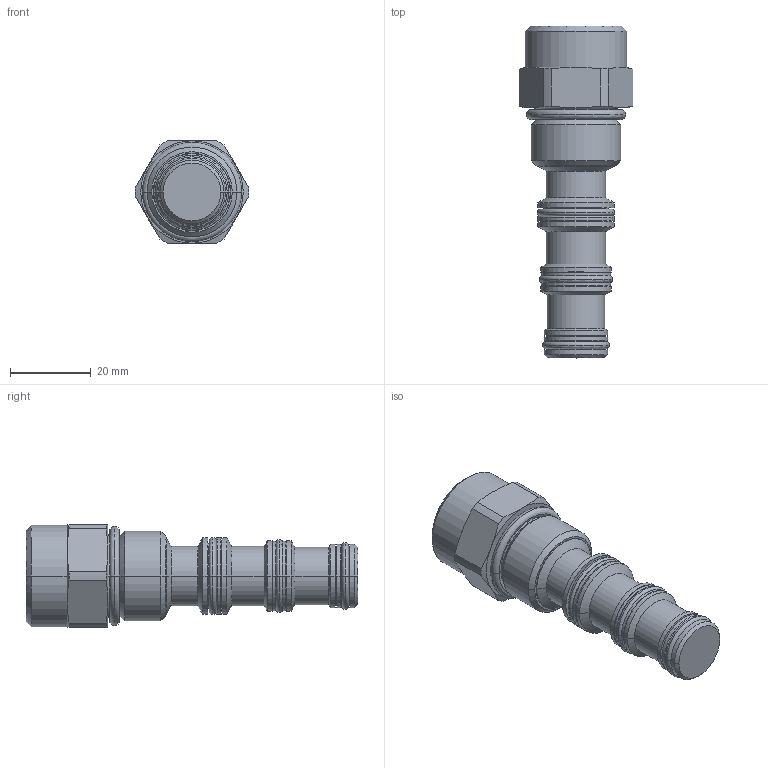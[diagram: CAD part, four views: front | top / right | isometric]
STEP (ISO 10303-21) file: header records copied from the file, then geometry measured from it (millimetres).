
FILE_DESCRIPTION((''),'2;1');
FILE_NAME('5419400_SW0001','2009-01-29T',('JCS'),(''),'PRO/ENGINEER BY PARAMETRIC TECHNOLOGY CORPORATION, 2008010','PRO/ENGINEER BY PARAMETRIC TECHNOLOGY CORPORATION, 2008010','');
FILE_SCHEMA(('CONFIG_CONTROL_DESIGN'));
Length unit declared in the file: inch
Products named in the file (1): 5419400_SW0001
Bounding box: 28.19 x 82.19 x 25.4 mm (x, y, z)
Volume: 25494.4 mm3; surface area: 8414.5 mm2
Topology: 4 solids, 5 shells, 167 faces, 344 edges, 194 vertices
Faces by surface type: cylinder 54, revolution 32, torus 30, cone 28, plane 23
Entity records: 5308 total; most frequent: CARTESIAN_POINT 1683, DIRECTION 808, ORIENTED_EDGE 688, AXIS2_PLACEMENT_3D 347, EDGE_CURVE 344, CIRCLE 212, VERTEX_POINT 194, EDGE_LOOP 182
